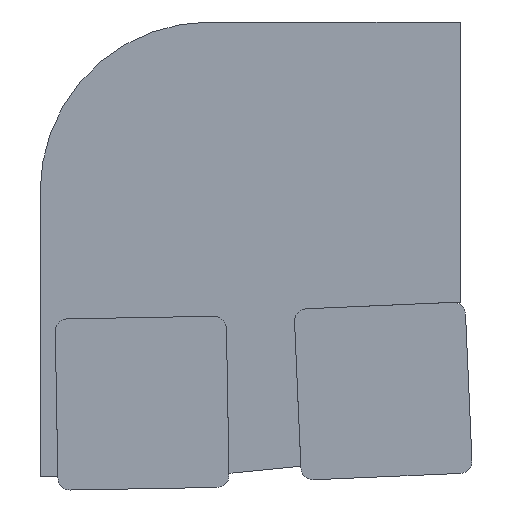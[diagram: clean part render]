
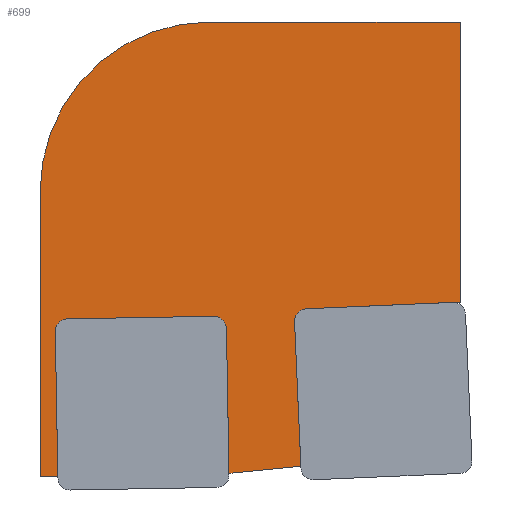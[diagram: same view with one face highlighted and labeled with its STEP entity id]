
A CAD part, left-side view. The second image highlights one B-rep face of the part: STEP entity #699.
In plain terms, the highlighted planar face has unit normal (-1, 0, 0).
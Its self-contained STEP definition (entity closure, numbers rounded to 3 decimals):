
#86=DIRECTION('',(0.,0.999,-0.044));
#87=VECTOR('',#86,9.791);
#88=CARTESIAN_POINT('',(0.,0.75,12.167));
#89=LINE('',#88,#87);
#93=CARTESIAN_POINT('',(0.,10.497,10.941));
#94=DIRECTION('',(-1.,0.,0.));
#95=DIRECTION('',(0.,0.044,0.999));
#96=AXIS2_PLACEMENT_3D('',#93,#94,#95);
#101=DIRECTION('',(0.,0.044,0.999));
#102=VECTOR('',#101,9.2);
#103=CARTESIAN_POINT('',(0.,10.895,1.715));
#104=LINE('',#103,#102);
#108=DIRECTION('',(0.,-0.995,0.098));
#109=VECTOR('',#108,4.599);
#110=CARTESIAN_POINT('',(0.,15.471,1.262));
#111=LINE('',#110,#109);
#115=DIRECTION('',(0.,0.017,1.));
#116=VECTOR('',#115,9.214);
#117=CARTESIAN_POINT('',(0.,15.471,1.262));
#118=LINE('',#117,#116);
#122=CARTESIAN_POINT('',(0.,16.432,10.461));
#123=DIRECTION('',(-1.,0.,0.));
#124=DIRECTION('',(0.,-1.,0.017));
#125=AXIS2_PLACEMENT_3D('',#122,#123,#124);
#130=DIRECTION('',(0.,1.,-0.017));
#131=VECTOR('',#130,9.3);
#132=CARTESIAN_POINT('',(0.,16.446,11.261));
#133=LINE('',#132,#131);
#137=CARTESIAN_POINT('',(0.,25.73,10.299));
#138=DIRECTION('',(-1.,0.,0.));
#139=DIRECTION('',(0.,0.017,1.));
#140=AXIS2_PLACEMENT_3D('',#137,#138,#139);
#145=DIRECTION('',(0.,0.017,1.));
#146=VECTOR('',#145,9.214);
#147=CARTESIAN_POINT('',(0.,26.37,1.072));
#148=LINE('',#147,#146);
#152=DIRECTION('',(0.,-1.,0.017));
#153=VECTOR('',#152,1.131);
#154=CARTESIAN_POINT('',(0.,27.5,1.052));
#155=LINE('',#154,#153);
#159=DIRECTION('',(0.,0.,-1.));
#160=VECTOR('',#159,18.148);
#161=CARTESIAN_POINT('',(0.,27.5,19.2));
#162=LINE('',#161,#160);
#166=CARTESIAN_POINT('',(0.,16.7,19.2));
#167=DIRECTION('',(-1.,0.,0.));
#168=DIRECTION('',(0.,0.,1.));
#169=AXIS2_PLACEMENT_3D('',#166,#167,#168);
#174=DIRECTION('',(0.,1.,0.));
#175=VECTOR('',#174,15.95);
#176=CARTESIAN_POINT('',(0.,0.75,30.));
#177=LINE('',#176,#175);
#181=DIRECTION('',(0.,0.,1.));
#182=VECTOR('',#181,17.833);
#183=CARTESIAN_POINT('',(0.,0.75,12.167));
#184=LINE('',#183,#182);
#539=CARTESIAN_POINT('',(0.,16.7,30.));
#540=CARTESIAN_POINT('',(0.,27.5,19.2));
#541=VERTEX_POINT('',#539);
#542=VERTEX_POINT('',#540);
#547=CARTESIAN_POINT('',(0.,0.75,12.167));
#548=CARTESIAN_POINT('',(0.,10.532,11.74));
#549=VERTEX_POINT('',#547);
#550=VERTEX_POINT('',#548);
#551=CARTESIAN_POINT('',(0.,10.895,1.715));
#552=CARTESIAN_POINT('',(0.,11.296,10.906));
#553=VERTEX_POINT('',#551);
#554=VERTEX_POINT('',#552);
#567=CARTESIAN_POINT('',(0.,15.471,1.262));
#568=CARTESIAN_POINT('',(0.,15.632,10.475));
#569=VERTEX_POINT('',#567);
#570=VERTEX_POINT('',#568);
#571=CARTESIAN_POINT('',(0.,16.446,11.261));
#572=CARTESIAN_POINT('',(0.,25.744,11.098));
#573=VERTEX_POINT('',#571);
#574=VERTEX_POINT('',#572);
#575=CARTESIAN_POINT('',(0.,26.37,1.072));
#576=CARTESIAN_POINT('',(0.,26.53,10.285));
#577=VERTEX_POINT('',#575);
#578=VERTEX_POINT('',#576);
#615=CARTESIAN_POINT('',(0.,27.5,1.052));
#616=VERTEX_POINT('',#615);
#619=CARTESIAN_POINT('',(0.,0.75,30.));
#620=VERTEX_POINT('',#619);
#666=CARTESIAN_POINT('',(0.,0.,0.));
#667=DIRECTION('',(-1.,0.,0.));
#668=DIRECTION('',(0.,0.,1.));
#669=AXIS2_PLACEMENT_3D('',#666,#667,#668);
#670=PLANE('',#669);
#672=ORIENTED_EDGE('',*,*,#671,.T.);
#674=ORIENTED_EDGE('',*,*,#673,.T.);
#675=ORIENTED_EDGE('',*,*,#656,.F.);
#676=ORIENTED_EDGE('',*,*,#646,.F.);
#678=ORIENTED_EDGE('',*,*,#677,.T.);
#680=ORIENTED_EDGE('',*,*,#679,.T.);
#682=ORIENTED_EDGE('',*,*,#681,.T.);
#684=ORIENTED_EDGE('',*,*,#683,.T.);
#686=ORIENTED_EDGE('',*,*,#685,.F.);
#688=ORIENTED_EDGE('',*,*,#687,.F.);
#690=ORIENTED_EDGE('',*,*,#689,.F.);
#692=ORIENTED_EDGE('',*,*,#691,.F.);
#694=ORIENTED_EDGE('',*,*,#693,.F.);
#696=ORIENTED_EDGE('',*,*,#695,.F.);
#697=EDGE_LOOP('',(#672,#674,#675,#676,#678,#680,#682,#684,#686,#688,#690,#692,
#694,#696));
#698=FACE_OUTER_BOUND('',#697,.F.);
#97=CIRCLE('',#96,0.8);
#126=CIRCLE('',#125,0.8);
#141=CIRCLE('',#140,0.8);
#170=CIRCLE('',#169,10.8);
#646=EDGE_CURVE('',#569,#553,#111,.T.);
#656=EDGE_CURVE('',#553,#554,#104,.T.);
#671=EDGE_CURVE('',#549,#550,#89,.T.);
#673=EDGE_CURVE('',#550,#554,#97,.T.);
#677=EDGE_CURVE('',#569,#570,#118,.T.);
#679=EDGE_CURVE('',#570,#573,#126,.T.);
#681=EDGE_CURVE('',#573,#574,#133,.T.);
#683=EDGE_CURVE('',#574,#578,#141,.T.);
#685=EDGE_CURVE('',#577,#578,#148,.T.);
#687=EDGE_CURVE('',#616,#577,#155,.T.);
#689=EDGE_CURVE('',#542,#616,#162,.T.);
#691=EDGE_CURVE('',#541,#542,#170,.T.);
#693=EDGE_CURVE('',#620,#541,#177,.T.);
#695=EDGE_CURVE('',#549,#620,#184,.T.);
#699=ADVANCED_FACE('',(#698),#670,.T.);
